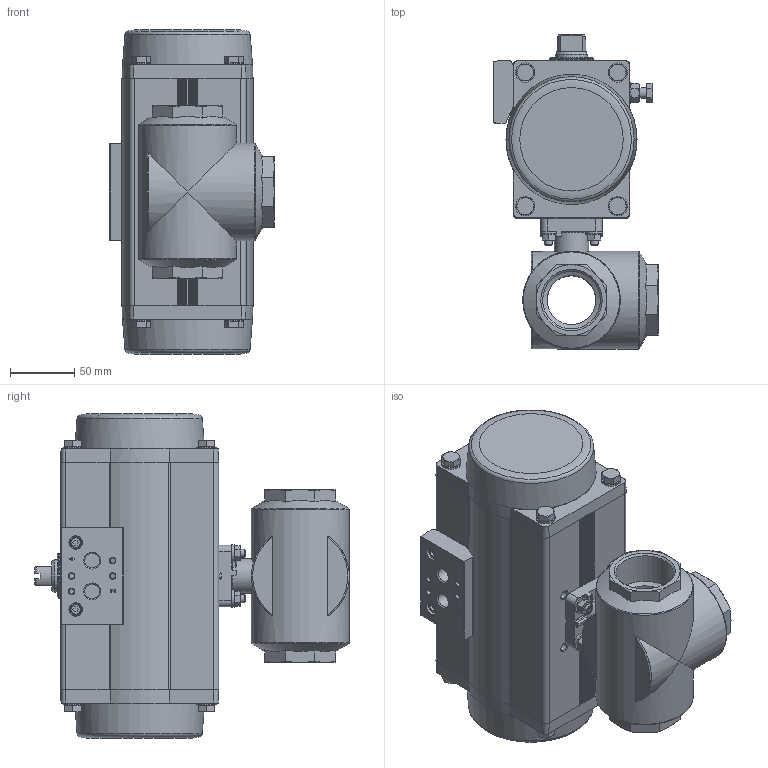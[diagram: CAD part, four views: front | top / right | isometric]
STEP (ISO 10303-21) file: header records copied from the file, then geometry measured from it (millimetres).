
FILE_DESCRIPTION(/* description */ ('STEP AP214'),/* implementation_level */ '2;1');
FILE_NAME(/* name */ '8070272_VZBM-A-11_2-RP-25-F-3L-B2-PB120',/* time_stamp */ '2024-09-18T03:18:53+02:00',/* author */ ('License CC BY-ND 4.0'),/* organization */ ('CADENAS'),/* preprocessor_version */ 'ST-DEVELOPER v19.3',/* originating_system */ 'PARTsolutions',/* authorisation */ ' ');
FILE_SCHEMA (('AUTOMOTIVE_DESIGN {1 0 10303 214 3 1 1}'));
Length unit declared in the file: millimetre
Products named in the file (11): 8070272 VZBM-A-11/2-RP-25-F-3L-B2-PB120; 4451864 VZBM-11/2-Rp-25-F-3L-F0405-B2B3; 8042188 DFPD-120-90-RS-F05-------(housing); 8042188 DFPD-120(F05_0)---(shaft); 3639455 SCHEIBE 8.2X16X1.5-1.4301; 4114534 DFPD-120; DIN 934 - M8(F); 8082122 DARQ-R-A-S17-S11-17; 8190047 NL-6-SP-SS; ISO-4026 M6x30; ISO 4032 - M6(F)
Assembly tree (22 placements, depth 2):
  8070272 VZBM-A-11/2-RP-25-F-3L-B2-PB120
    4451864 VZBM-11/2-Rp-25-F-3L-F0405-B2B3
    8042188 DFPD-120-90-RS-F05-------(housing)
    8042188 DFPD-120(F05_0)---(shaft)
    3639455 SCHEIBE 8.2X16X1.5-1.4301  x2
    4114534 DFPD-120  x2
    DIN 934 - M8(F)  x2
    8082122 DARQ-R-A-S17-S11-17
    8190047 NL-6-SP-SS  x4
    ISO-4026 M6x30  x4
    ISO 4032 - M6(F)  x4
Bounding box: 128 x 244.5 x 252.3 mm (x, y, z)
Volume: 3242265.2 mm3; surface area: 260716.3 mm2
Topology: 22 solids, 22 shells, 1049 faces, 2429 edges, 1483 vertices
Faces by surface type: plane 506, cone 294, cylinder 213, torus 34, sphere 2
Full cylindrical faces by diameter (mm): 2 x2, 3.242 x1, 4.134 x8, 4.917 x9, 6 x4, 6.5 x4, 6.647 x8, 8 x2, 8.2 x2, 8.5 x2, 10 x2, 11.445 x2, 12.2 x2, 12.8 x1, 13 x2, 13.5 x4, 15 x8, 16 x2, 17.2 x2, 24 x1, 25 x4, 27 x1, 29.7 x2, 29.9 x1, 30 x1, 35 x2, 36 x1, 38 x2, 40 x2, 40.5 x2
Entity records: 24384 total; most frequent: CARTESIAN_POINT 5281, DIRECTION 3871, ORIENTED_EDGE 3668, EDGE_CURVE 1834, AXIS2_PLACEMENT_3D 1548, VERTEX_POINT 1242, FACE_BOUND 1138, EDGE_LOOP 1122
